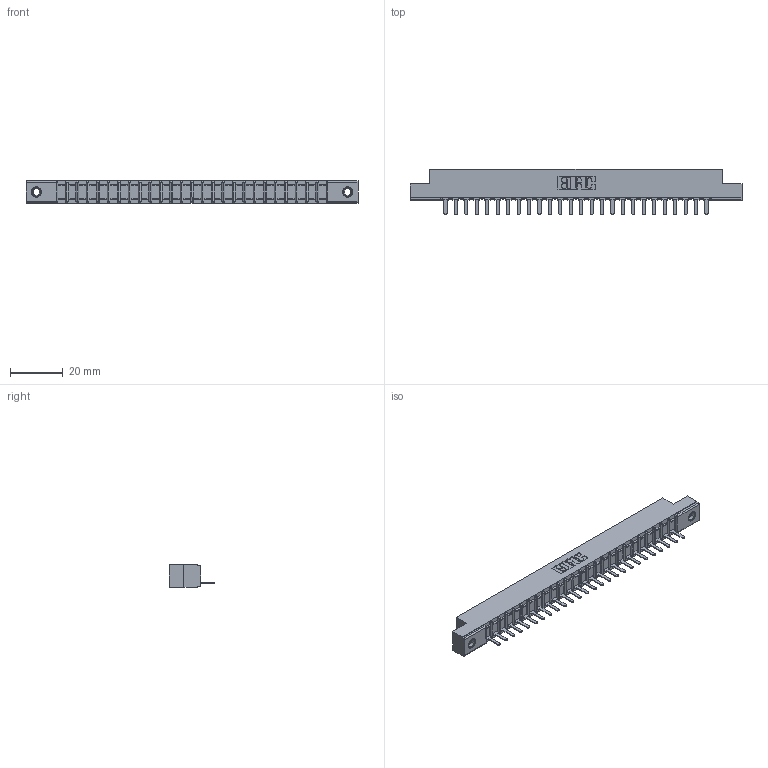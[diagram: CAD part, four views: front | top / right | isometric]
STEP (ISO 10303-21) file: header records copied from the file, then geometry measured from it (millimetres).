
FILE_DESCRIPTION (( 'STEP AP203' ), '1' );
FILE_NAME ('357-026-421-107.STEP', '2020-10-01T17:24:52', ( '' ), ( '' ), 'SwSTEP 2.0', 'SolidWorks 2020', '' );
FILE_SCHEMA (( 'CONFIG_CONTROL_DESIGN' ));
Length unit declared in the file: inch
Products named in the file (4): 357-026-421-107; 307 Part_.156 Dia Mounting Holes; 345-250-001_345-250-005-103; 307-290-002_521
Assembly tree (29 placements, depth 2):
  357-026-421-107
    307 Part_.156 Dia Mounting Holes
    307-290-002_521  x26
    345-250-001_345-250-005-103  x2
Bounding box: 126.03 x 17.42 x 8.71 mm (x, y, z)
Volume: 8310.7 mm3; surface area: 15389.3 mm2
Topology: 29 solids, 29 shells, 2129 faces, 6491 edges, 4246 vertices
Faces by surface type: plane 1272, cylinder 787, sphere 54, cone 12, torus 4
Entity records: 26165 total; most frequent: CARTESIAN_POINT 4391, ORIENTED_EDGE 4374, DIRECTION 4283, EDGE_CURVE 2187, VECTOR 1667, LINE 1667, VERTEX_POINT 1416, AXIS2_PLACEMENT_3D 1308
